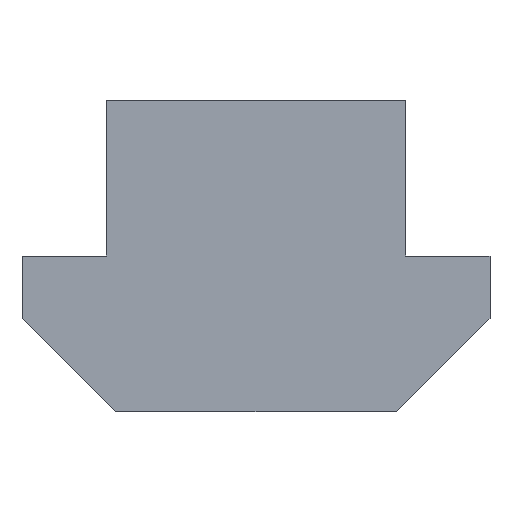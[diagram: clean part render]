
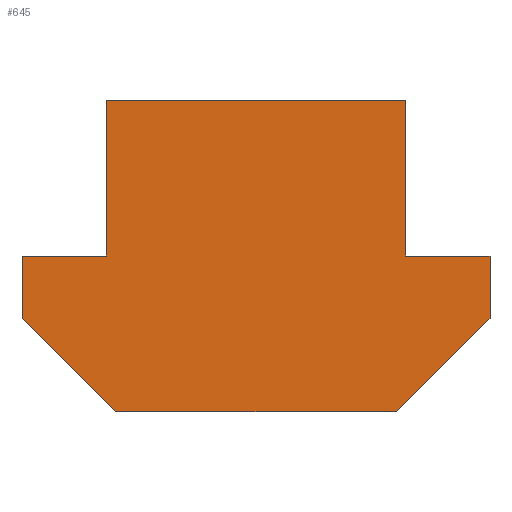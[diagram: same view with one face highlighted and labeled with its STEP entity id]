
A CAD part, front view. The second image highlights one B-rep face of the part: STEP entity #645.
In plain terms, the highlighted planar face has unit normal (0, -1, 0).
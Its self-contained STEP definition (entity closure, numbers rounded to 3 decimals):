
#423=EDGE_CURVE('',#471,#611,#1229,.T.);
#471=VERTEX_POINT('',#1285);
#479=EDGE_CURVE('',#527,#593,#1294,.T.);
#501=VERTEX_POINT('',#1317);
#527=VERTEX_POINT('',#1346);
#593=VERTEX_POINT('',#1416);
#611=VERTEX_POINT('',#1436);
#625=EDGE_CURVE('',#1093,#733,#1452,.T.);
#645=ADVANCED_FACE('',(#1476),#1477,.T.);
#733=VERTEX_POINT('',#1576);
#777=EDGE_CURVE('',#1175,#1093,#1626,.T.);
#823=EDGE_CURVE('',#501,#1173,#1678,.T.);
#855=EDGE_CURVE('',#1173,#1175,#1712,.T.);
#1017=VERTEX_POINT('',#1896);
#1053=EDGE_CURVE('',#1017,#527,#1936,.T.);
#1079=EDGE_CURVE('',#611,#501,#1965,.T.);
#1093=VERTEX_POINT('',#1980);
#1159=EDGE_CURVE('',#733,#1017,#2057,.T.);
#1167=EDGE_CURVE('',#593,#471,#2065,.T.);
#1173=VERTEX_POINT('',#2071);
#1175=VERTEX_POINT('',#2073);
#1229=LINE('',#2124,#2125);
#1285=CARTESIAN_POINT('',(-7.5,-7.5,0.0));
#1294=LINE('',#2209,#2210);
#1317=CARTESIAN_POINT('',(-4.8,-7.5,5.0));
#1346=CARTESIAN_POINT('',(-4.5,-7.5,-5.));
#1416=CARTESIAN_POINT('',(-7.5,-7.5,-2.));
#1436=CARTESIAN_POINT('',(-4.8,-7.5,0.0));
#1452=LINE('',#2419,#2420);
#1476=FACE_OUTER_BOUND('',#2449,.T.);
#1477=PLANE('',#2450);
#1576=CARTESIAN_POINT('',(7.5,-7.5,-2.0));
#1626=LINE('',#2641,#2642);
#1678=LINE('',#2711,#2712);
#1712=LINE('',#2758,#2759);
#1896=CARTESIAN_POINT('',(4.5,-7.5,-5.));
#1936=LINE('',#3050,#3051);
#1965=LINE('',#3092,#3093);
#1980=CARTESIAN_POINT('',(7.5,-7.5,0.0));
#2057=LINE('',#3205,#3206);
#2065=LINE('',#3217,#3218);
#2071=CARTESIAN_POINT('',(4.8,-7.5,5.0));
#2073=CARTESIAN_POINT('',(4.8,-7.5,0.0));
#2124=CARTESIAN_POINT('',(-4.8,-7.5,0.0));
#2125=VECTOR('',#3284,1.0);
#2209=CARTESIAN_POINT('',(-7.5,-7.5,-2.));
#2210=VECTOR('',#3381,1.0);
#2419=CARTESIAN_POINT('',(7.5,-7.5,-2.0));
#2420=VECTOR('',#3557,1.0);
#2449=EDGE_LOOP('',(#3601,#3602,#3603,#3604,#3605,#3606,#3607,#3608,#3609,#3610));
#2450=AXIS2_PLACEMENT_3D('',#3611,#3612,#3613);
#2641=CARTESIAN_POINT('',(7.5,-7.5,0.0));
#2642=VECTOR('',#3822,1.0);
#2711=CARTESIAN_POINT('',(4.8,-7.5,5.0));
#2712=VECTOR('',#3900,1.0);
#2758=CARTESIAN_POINT('',(4.8,-7.5,0.0));
#2759=VECTOR('',#3940,1.0);
#3050=CARTESIAN_POINT('',(-4.5,-7.5,-5.));
#3051=VECTOR('',#4241,1.0);
#3092=CARTESIAN_POINT('',(-4.8,-7.5,5.0));
#3093=VECTOR('',#4284,1.0);
#3205=CARTESIAN_POINT('',(4.5,-7.5,-5.));
#3206=VECTOR('',#4413,1.0);
#3217=CARTESIAN_POINT('',(-7.5,-7.5,0.0));
#3218=VECTOR('',#4420,1.0);
#3284=DIRECTION('',(1.0,0.0,0.0));
#3381=DIRECTION('',(-0.707,0.,0.707));
#3557=DIRECTION('',(0.0,0.,-1.0));
#3601=ORIENTED_EDGE('',*,*,#1159,.F.);
#3602=ORIENTED_EDGE('',*,*,#625,.F.);
#3603=ORIENTED_EDGE('',*,*,#777,.F.);
#3604=ORIENTED_EDGE('',*,*,#855,.F.);
#3605=ORIENTED_EDGE('',*,*,#823,.F.);
#3606=ORIENTED_EDGE('',*,*,#1079,.F.);
#3607=ORIENTED_EDGE('',*,*,#423,.F.);
#3608=ORIENTED_EDGE('',*,*,#1167,.F.);
#3609=ORIENTED_EDGE('',*,*,#479,.F.);
#3610=ORIENTED_EDGE('',*,*,#1053,.F.);
#3611=CARTESIAN_POINT('',(0.,-7.5,-0.123));
#3612=DIRECTION('',(0.0,-1.0,0.));
#3613=DIRECTION('',(1.0,0.0,0.0));
#3822=DIRECTION('',(1.0,0.0,0.0));
#3900=DIRECTION('',(1.0,0.0,0.0));
#3940=DIRECTION('',(0.0,0.,-1.0));
#4241=DIRECTION('',(-1.0,0.0,0.0));
#4284=DIRECTION('',(0.0,0.,1.0));
#4413=DIRECTION('',(-0.707,0.,-0.707));
#4420=DIRECTION('',(0.0,0.,1.0));
